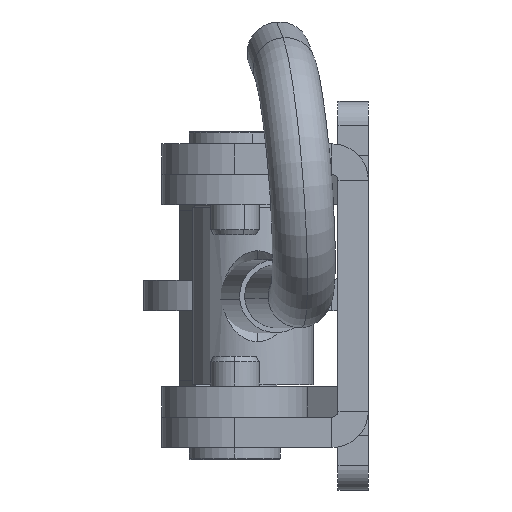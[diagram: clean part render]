
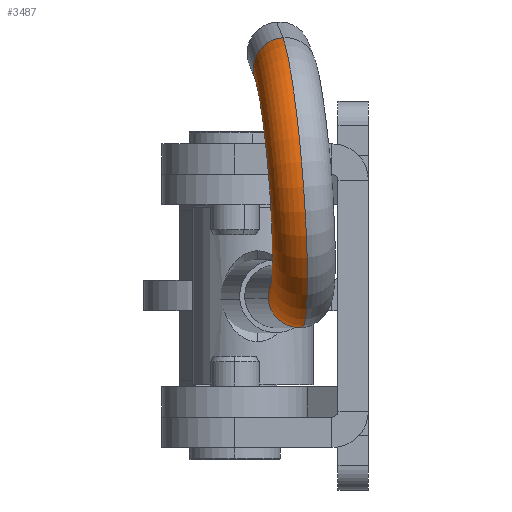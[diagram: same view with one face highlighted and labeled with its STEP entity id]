
A CAD part, left-side view. The second image highlights one B-rep face of the part: STEP entity #3487.
In plain terms, the highlighted toroidal (fillet/blend) face has major radius 9.59 mm and minor radius 2.59 mm.
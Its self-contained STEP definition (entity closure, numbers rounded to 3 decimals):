
#74 = CARTESIAN_POINT ( 'NONE',  ( 2.59, 58., 0. ) ) ;
#100 = AXIS2_PLACEMENT_3D ( 'NONE', #4540, #1355, #1661 ) ;
#115 = CIRCLE ( 'NONE', #300, 12.18 ) ;
#249 = CARTESIAN_POINT ( 'NONE',  ( -18.853, 60.482, 0. ) ) ;
#300 = AXIS2_PLACEMENT_3D ( 'NONE', #4224, #4055, #2843 ) ;
#445 = CARTESIAN_POINT ( 'NONE',  ( -2.59, 58., 0. ) ) ;
#450 = CIRCLE ( 'NONE', #2206, 2.59 ) ;
#515 = DIRECTION ( 'NONE',  ( 0., 1., 0. ) ) ;
#540 = VERTEX_POINT ( 'NONE', #1481 ) ;
#575 = DIRECTION ( 'NONE',  ( 1., 0., 0. ) ) ;
#777 = DIRECTION ( 'NONE',  ( -0.259, -0.966, 0. ) ) ;
#931 = EDGE_CURVE ( 'NONE', #3029, #2753, #450, .T. ) ;
#1083 = VERTEX_POINT ( 'NONE', #74 ) ;
#1183 = ORIENTED_EDGE ( 'NONE', *, *, #931, .T. ) ;
#1307 = EDGE_LOOP ( 'NONE', ( #2894, #1872, #4550, #4217, #1183 ) ) ;
#1308 = TOROIDAL_SURFACE ( 'NONE', #1657, 9.59, 2.59 ) ;
#1355 = DIRECTION ( 'NONE',  ( 0., 1., 0. ) ) ;
#1481 = CARTESIAN_POINT ( 'NONE',  ( -16.351, 59.812, 0. ) ) ;
#1536 = EDGE_CURVE ( 'NONE', #1083, #2770, #115, .T. ) ;
#1585 = DIRECTION ( 'NONE',  ( 0., 0., 1. ) ) ;
#1657 = AXIS2_PLACEMENT_3D ( 'NONE', #2669, #1585, #575 ) ;
#1661 = DIRECTION ( 'NONE',  ( 0., 0., 1. ) ) ;
#1872 = ORIENTED_EDGE ( 'NONE', *, *, #1536, .T. ) ;
#1887 = DIRECTION ( 'NONE',  ( 0., 0., 1. ) ) ;
#2206 = AXIS2_PLACEMENT_3D ( 'NONE', #4499, #515, #1887 ) ;
#2247 = FACE_OUTER_BOUND ( 'NONE', #1307, .T. ) ;
#2544 = AXIS2_PLACEMENT_3D ( 'NONE', #3831, #3895, #4259 ) ;
#2669 = CARTESIAN_POINT ( 'NONE',  ( -9.59, 58., 0. ) ) ;
#2753 = VERTEX_POINT ( 'NONE', #4394 ) ;
#2770 = VERTEX_POINT ( 'NONE', #3622 ) ;
#2843 = DIRECTION ( 'NONE',  ( 1., 0., 0. ) ) ;
#2894 = ORIENTED_EDGE ( 'NONE', *, *, #4249, .T. ) ;
#3029 = VERTEX_POINT ( 'NONE', #445 ) ;
#3487 = ADVANCED_FACE ( 'NONE', ( #2247 ), #1308, .T. ) ;
#3587 = EDGE_CURVE ( 'NONE', #540, #2770, #4519, .T. ) ;
#3614 = DIRECTION ( 'NONE',  ( 0., 0., 1. ) ) ;
#3622 = CARTESIAN_POINT ( 'NONE',  ( -21.355, 61.152, 0. ) ) ;
#3831 = CARTESIAN_POINT ( 'NONE',  ( -9.59, 58., 0. ) ) ;
#3895 = DIRECTION ( 'NONE',  ( 0., 0., 1. ) ) ;
#4046 = AXIS2_PLACEMENT_3D ( 'NONE', #249, #777, #3614 ) ;
#4055 = DIRECTION ( 'NONE',  ( 0., 0., 1. ) ) ;
#4167 = EDGE_CURVE ( 'NONE', #3029, #540, #4381, .T. ) ;
#4217 = ORIENTED_EDGE ( 'NONE', *, *, #4167, .F. ) ;
#4224 = CARTESIAN_POINT ( 'NONE',  ( -9.59, 58., 0. ) ) ;
#4249 = EDGE_CURVE ( 'NONE', #2753, #1083, #4434, .T. ) ;
#4259 = DIRECTION ( 'NONE',  ( 1., 0., 0. ) ) ;
#4381 = CIRCLE ( 'NONE', #2544, 7. ) ;
#4394 = CARTESIAN_POINT ( 'NONE',  ( 0., 58., 2.59 ) ) ;
#4434 = CIRCLE ( 'NONE', #100, 2.59 ) ;
#4499 = CARTESIAN_POINT ( 'NONE',  ( 0., 58., 0. ) ) ;
#4519 = CIRCLE ( 'NONE', #4046, 2.59 ) ;
#4540 = CARTESIAN_POINT ( 'NONE',  ( 0., 58., 0. ) ) ;
#4550 = ORIENTED_EDGE ( 'NONE', *, *, #3587, .F. ) ;
